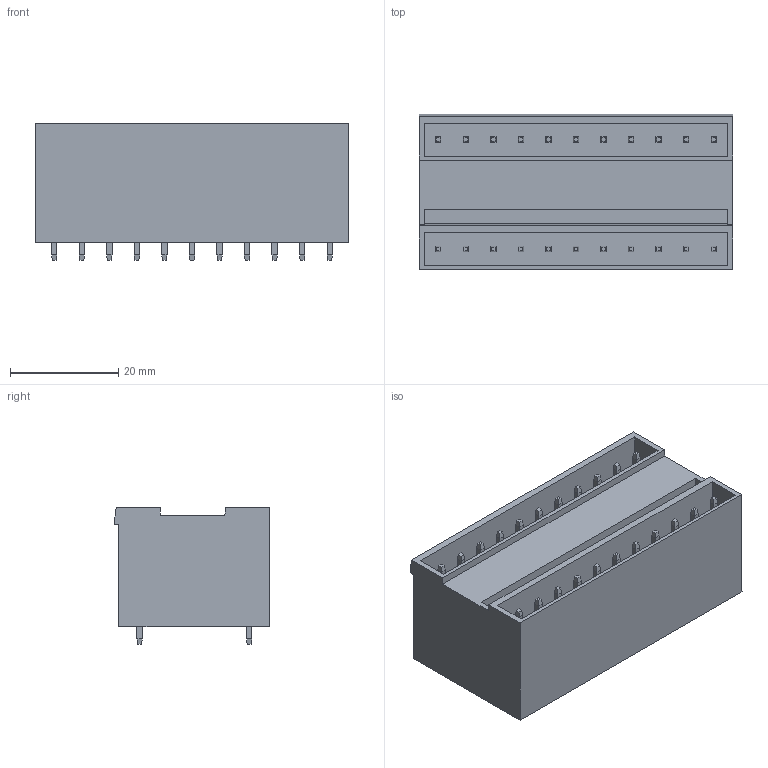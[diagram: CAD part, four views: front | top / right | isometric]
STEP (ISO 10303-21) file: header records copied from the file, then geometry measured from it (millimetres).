
FILE_DESCRIPTION(('CATIA V5 STEP Exchange','CAx-IF Rec.Pracs.--- Model Styling and Organization---1.2---2011-12-15'),'2;1');
FILE_NAME ('D1453131_0_1602480000_1602480000.stp','2018-11-03T06:46:02+00:00',('none'),('Weidmueller'),'CATIA Version 5-6 Release 2014','CATIA V5 STEP AP214','none');
FILE_SCHEMA(('AUTOMOTIVE_DESIGN { 1 0 10303 214 1 1 1 1 }'));
Length unit declared in the file: millimetre
Products named in the file (1): 1602480000
Bounding box: 57.88 x 28.68 x 25.2 mm (x, y, z)
Volume: 17355.2 mm3; surface area: 16290.3 mm2
Topology: 23 solids, 23 shells, 430 faces, 970 edges, 588 vertices
Faces by surface type: plane 430
Entity records: 10248 total; most frequent: ORIENTED_EDGE 1940, CARTESIAN_POINT 1912, DIRECTION 1148, EDGE_CURVE 970, VECTOR 794, LINE 794, VERTEX_POINT 588, EDGE_LOOP 476
